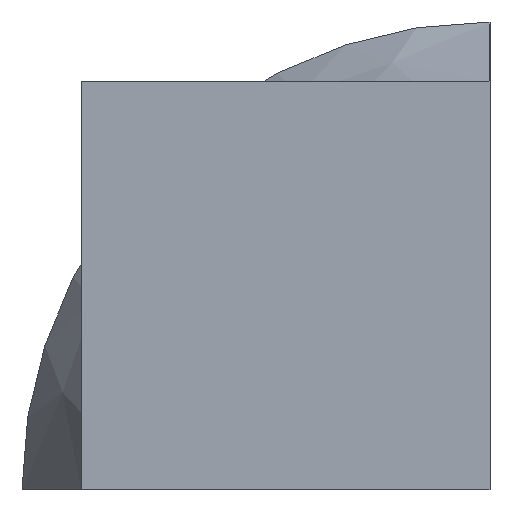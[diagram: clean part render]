
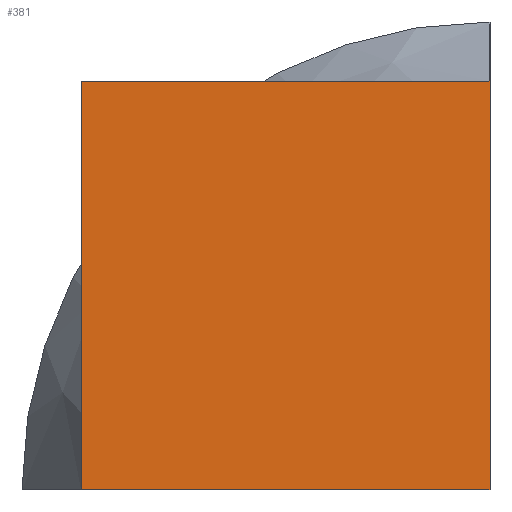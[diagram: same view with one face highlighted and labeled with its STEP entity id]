
A CAD part, front view. The second image highlights one B-rep face of the part: STEP entity #381.
In plain terms, the highlighted planar face has unit normal (0, -1, 0).
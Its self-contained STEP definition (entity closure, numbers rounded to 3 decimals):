
#20 = DIRECTION ( 'NONE',  ( 0., 0., 1. ) ) ;
#25 = CARTESIAN_POINT ( 'NONE',  ( -80., 0., 80. ) ) ;
#27 = DIRECTION ( 'NONE',  ( 0., 0., 1. ) ) ;
#43 = EDGE_CURVE ( 'NONE', #73, #262, #549, .T. ) ;
#73 = VERTEX_POINT ( 'NONE', #521 ) ;
#76 = VERTEX_POINT ( 'NONE', #25 ) ;
#78 = VECTOR ( 'NONE', #203, 1000. ) ;
#174 = EDGE_LOOP ( 'NONE', ( #352, #178, #831, #654 ) ) ;
#178 = ORIENTED_EDGE ( 'NONE', *, *, #43, .T. ) ;
#203 = DIRECTION ( 'NONE',  ( 1., 0., 0. ) ) ;
#205 = EDGE_CURVE ( 'NONE', #73, #932, #980, .T. ) ;
#228 = VECTOR ( 'NONE', #20, 1000. ) ;
#232 = DIRECTION ( 'NONE',  ( 0., -1., 0. ) ) ;
#239 = DIRECTION ( 'NONE',  ( 0., 0., -1. ) ) ;
#262 = VERTEX_POINT ( 'NONE', #848 ) ;
#332 = VECTOR ( 'NONE', #27, 1000. ) ;
#352 = ORIENTED_EDGE ( 'NONE', *, *, #205, .F. ) ;
#355 = CARTESIAN_POINT ( 'NONE',  ( -80., 0., 0. ) ) ;
#367 = CARTESIAN_POINT ( 'NONE',  ( 0., 0., 0. ) ) ;
#381 = ADVANCED_FACE ( 'NONE', ( #757 ), #764, .T. ) ;
#453 = CARTESIAN_POINT ( 'NONE',  ( -80., 0., 80. ) ) ;
#458 = DIRECTION ( 'NONE',  ( -1., 0., 0. ) ) ;
#521 = CARTESIAN_POINT ( 'NONE',  ( 0., 0., 0. ) ) ;
#540 = LINE ( 'NONE', #453, #228 ) ;
#549 = LINE ( 'NONE', #948, #332 ) ;
#654 = ORIENTED_EDGE ( 'NONE', *, *, #789, .F. ) ;
#666 = AXIS2_PLACEMENT_3D ( 'NONE', #1259, #232, #239 ) ;
#674 = EDGE_CURVE ( 'NONE', #76, #262, #1225, .T. ) ;
#757 = FACE_OUTER_BOUND ( 'NONE', #174, .T. ) ;
#764 = PLANE ( 'NONE',  #666 ) ;
#789 = EDGE_CURVE ( 'NONE', #932, #76, #540, .T. ) ;
#831 = ORIENTED_EDGE ( 'NONE', *, *, #674, .F. ) ;
#848 = CARTESIAN_POINT ( 'NONE',  ( 0., 0., 80. ) ) ;
#932 = VERTEX_POINT ( 'NONE', #355 ) ;
#948 = CARTESIAN_POINT ( 'NONE',  ( 0., 0., 0. ) ) ;
#980 = LINE ( 'NONE', #367, #1216 ) ;
#1146 = CARTESIAN_POINT ( 'NONE',  ( -80., 0., 80. ) ) ;
#1216 = VECTOR ( 'NONE', #458, 1000. ) ;
#1225 = LINE ( 'NONE', #1146, #78 ) ;
#1259 = CARTESIAN_POINT ( 'NONE',  ( 0., 0., 0. ) ) ;
